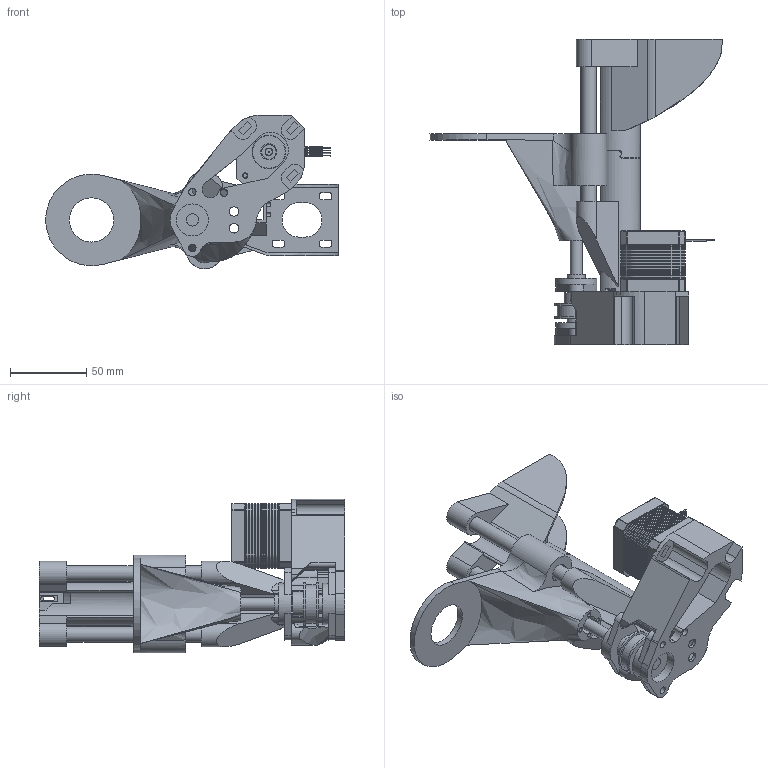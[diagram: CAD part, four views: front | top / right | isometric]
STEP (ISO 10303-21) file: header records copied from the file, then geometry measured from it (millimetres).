
FILE_DESCRIPTION(/* description */ (''),/* implementation_level */ '2;1');
FILE_NAME(/* name */ 'Mount v4.step',/* time_stamp */ '2023-02-19T13:00:11-08:00',/* author */ (''),/* organization */ (''),/* preprocessor_version */ 'ST-DEVELOPER v19.2',/* originating_system */ 'Autodesk Translation Framework v11.17.0.187',/* authorisation */ '');
FILE_SCHEMA (('AUTOMOTIVE_DESIGN { 1 0 10303 214 3 1 1 }'));
Length unit declared in the file: millimetre
Products named in the file (7): Mount v4; LM8UU; Lead screw; berring block; LM8UU(Mirror); Nema 17  Stepper Motor length 40mm; Component14
Assembly tree (7 placements, depth 3):
  Mount v4
    LM8UU
    Lead screw
      berring block  x2
    LM8UU(Mirror)
    Nema 17  Stepper Motor length 40mm
    Component14
Bounding box: 191.29 x 200 x 100.56 mm (x, y, z)
Volume: 335656 mm3; surface area: 218932.4 mm2
Topology: 44 solids, 44 shells, 1623 faces, 3767 edges, 2252 vertices
Faces by surface type: plane 576, cone 542, cylinder 462, bspline 33, sphere 8, torus 2
Full cylindrical faces by diameter (mm): 0.5 x8, 1 x2, 1.2 x4, 2.5 x4, 3 x4, 4.8 x5, 5 x6, 6.2 x2, 8 x6, 9.5 x2, 10 x5, 10.2 x4, 12 x5, 16 x1, 19 x2, 20.4 x2, 21 x1, 22 x1, 25 x1, 27 x2, 28 x2, 29 x1
Entity records: 48102 total; most frequent: CARTESIAN_POINT 9347, DIRECTION 8351, ORIENTED_EDGE 7448, EDGE_CURVE 3724, AXIS2_PLACEMENT_3D 3119, VERTEX_POINT 2226, LINE 2113, VECTOR 2113
